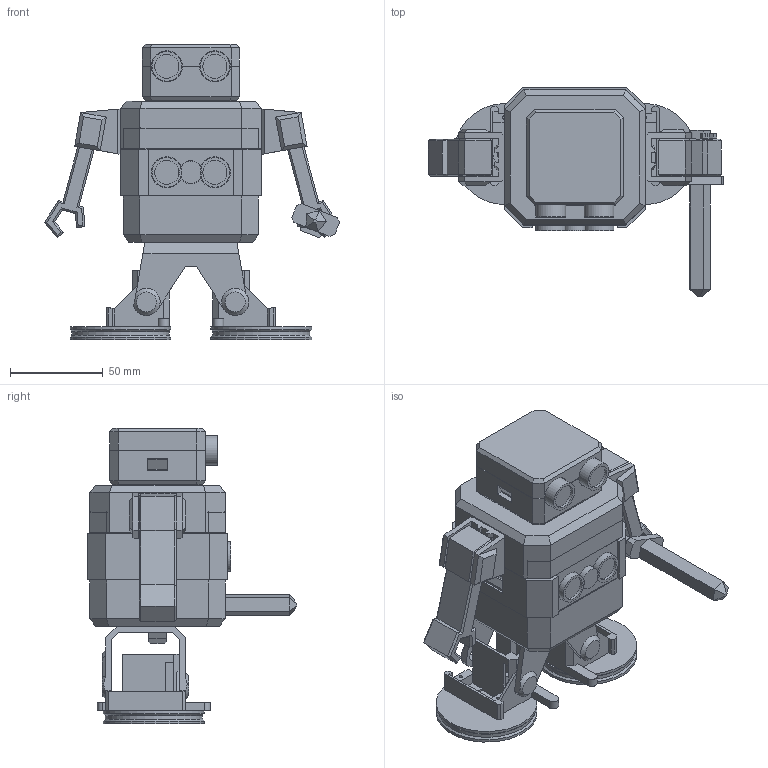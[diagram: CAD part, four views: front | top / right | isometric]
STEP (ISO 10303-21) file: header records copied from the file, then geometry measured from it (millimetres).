
FILE_DESCRIPTION(/* description */ (''),/* implementation_level */ '2;1');
FILE_NAME(/* name */ 'OTTO NINJA 2 v37.step',/* time_stamp */ '2020-11-23T23:06:46+01:00',/* author */ (''),/* organization */ (''),/* preprocessor_version */ 'ST-DEVELOPER v18.1',/* originating_system */ 'Autodesk Translation Framework v9.3.0.1241',/* authorisation */ '');
FILE_SCHEMA (('AUTOMOTIVE_DESIGN { 1 0 10303 214 3 1 1 }'));
Length unit declared in the file: millimetre
Products named in the file (35): OTTO NINJA 2; LEGS; BODY MIDDLE; BODY BOTTOM; ANKLE; FOOT; ANKLE(Mirror); FOOT(Mirror); BODY TOP; CLIP BODY SERVO; CLIP BODY; EXTRA ARM BODY; MG90S SERVO; MG90S SERVO HORN; button; MG90S SERVO HORN (1); EXTRA SWORD; EXTRA SWORD CLIP; CLIP HEAD; BUTTON PLATE; ULTRASONIC PLATE; BUTTON CLIP; PUSH SWITCH SUPPORT; SLIDER SWITCH SUPPORT; ultrasonic sensor (1); EXTRA HEAD TOP; EXTRA HEAD BOTTOM; CLIP BODY SERVO(Mirror) (1); EXTRA ARM (2)(Mirror); EXTRA SHOULDER(Mirror) (1)(Mirror) (2)(Mirror); EXTRA ARM (2)(Mirror)(Mirror); EXTRA SHOULDER(Mirror) (1)(Mirror) (2)(Mirror)(Mirror); ARM PIN (2); FOOT PIN; CLIP LEGS
Assembly tree (37 placements, depth 2):
  OTTO NINJA 2
    LEGS
    BODY MIDDLE
    BODY BOTTOM
    ANKLE
    FOOT
    ANKLE(Mirror)
    FOOT(Mirror)
    BODY TOP
    ultrasonic sensor (1)  x2
    CLIP BODY SERVO
    CLIP BODY
    EXTRA ARM BODY
    MG90S SERVO  x2
    MG90S SERVO HORN
    button
    MG90S SERVO HORN (1)
    EXTRA SWORD
    EXTRA SWORD CLIP
    BUTTON CLIP  x2
    CLIP HEAD
    BUTTON PLATE
    ULTRASONIC PLATE
    PUSH SWITCH SUPPORT
    SLIDER SWITCH SUPPORT
    EXTRA HEAD TOP
    EXTRA HEAD BOTTOM
    CLIP BODY SERVO(Mirror) (1)
    EXTRA ARM (2)(Mirror)
    EXTRA SHOULDER(Mirror) (1)(Mirror) (2)(Mirror)
    EXTRA ARM (2)(Mirror)(Mirror)
    EXTRA SHOULDER(Mirror) (1)(Mirror) (2)(Mirror)(Mirror)
    ARM PIN (2)
    FOOT PIN
    CLIP LEGS
Bounding box: 159.38 x 113.25 x 159.75 mm (x, y, z)
Volume: 239111.5 mm3; surface area: 219125.8 mm2
Topology: 37 solids, 37 shells, 1811 faces, 4879 edges, 3161 vertices
Faces by surface type: plane 1675, cylinder 120, cone 16
Full cylindrical faces by diameter (mm): 1.8 x16, 1.9 x3, 7.5 x2, 8 x8, 8.75 x4, 11.75 x1, 12 x1, 12.125 x1, 12.5 x2, 13 x4, 15.125 x1, 16 x4, 16.75 x2, 19.75 x2, 48.783 x2, 52.5 x2, 54.5 x4
Entity records: 55065 total; most frequent: CARTESIAN_POINT 9631, ORIENTED_EDGE 9434, DIRECTION 8631, EDGE_CURVE 4717, LINE 4407, VECTOR 4407, VERTEX_POINT 3054, AXIS2_PLACEMENT_3D 2112
